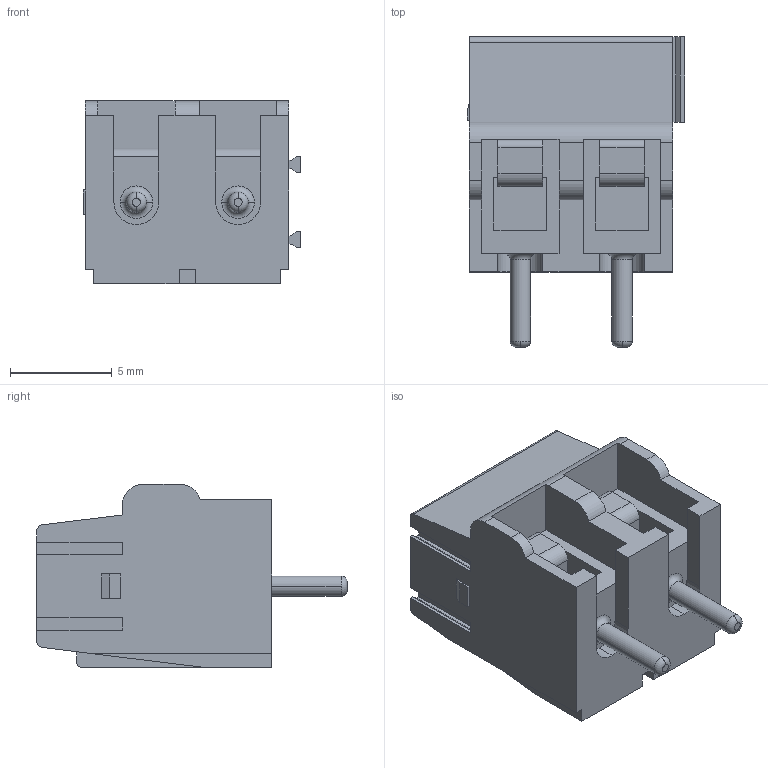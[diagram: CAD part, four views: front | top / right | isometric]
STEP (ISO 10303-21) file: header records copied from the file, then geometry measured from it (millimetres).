
FILE_DESCRIPTION (( 'STEP AP214' ), '1' );
FILE_NAME ('1935161.STEP', '2024-12-23T04:29:03', ( 'LENOVO' ), ( '' ), 'SwSTEP 2.0', 'SolidWorks 2021', '' );
FILE_SCHEMA (( 'AUTOMOTIVE_DESIGN' ));
Length unit declared in the file: millimetre
Products named in the file (1): 1935161
Bounding box: 10.67 x 15.25 x 9 mm (x, y, z)
Volume: 670.6 mm3; surface area: 1470 mm2
Topology: 5 solids, 5 shells, 195 faces, 532 edges, 352 vertices
Faces by surface type: plane 136, cylinder 35, bspline 16, torus 8
Entity records: 6566 total; most frequent: CARTESIAN_POINT 1588, ORIENTED_EDGE 1064, DIRECTION 946, EDGE_CURVE 532, VECTOR 374, LINE 374, VERTEX_POINT 352, AXIS2_PLACEMENT_3D 286
